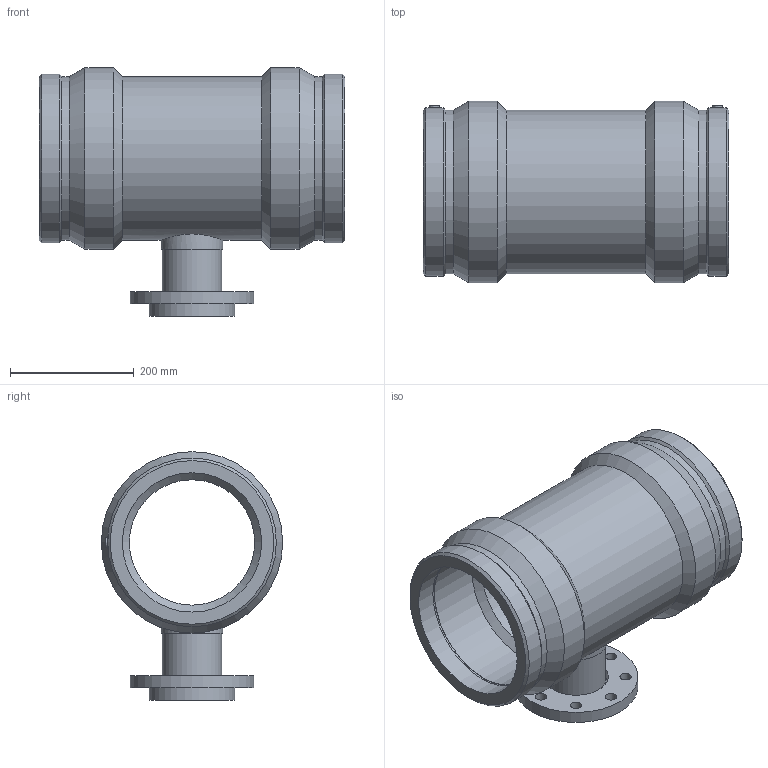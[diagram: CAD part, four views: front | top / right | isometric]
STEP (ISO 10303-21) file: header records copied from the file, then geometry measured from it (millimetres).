
FILE_DESCRIPTION(/* description */ ('PLASSON FLANGED TEE 225x80x225'),/* implementation_level */ '2;1');
FILE_NAME(/* name */ '499404225080.ipt.stp',/* time_stamp */ '2017-11-06T09:21:15+02:00',/* author */ ('KIM'),/* organization */ (''),/* preprocessor_version */ 'ST-DEVELOPER v15.6',/* originating_system */ 'Autodesk Inventor 2015',/* authorisation */ '');
FILE_SCHEMA (('AUTOMOTIVE_DESIGN { 1 0 10303 214 3 1 1 }'));
Length unit declared in the file: millimetre
Products named in the file (1): 499404225080
Bounding box: 494 x 293 x 401.5 mm (x, y, z)
Volume: 11791602.2 mm3; surface area: 960084.3 mm2
Topology: 1 solids, 1 shells, 60 faces, 125 edges, 77 vertices
Faces by surface type: cylinder 30, cone 15, plane 14, bspline 1
Full cylindrical faces by diameter (mm): 4 x2, 10 x2, 18 x8, 80 x1, 96 x1, 100 x1, 104 x1, 138 x1, 200 x1, 202.5 x1, 225 x4, 263.7 x1, 264.315 x2, 272.49 x2, 293 x2
Entity records: 1738 total; most frequent: CARTESIAN_POINT 593, DIRECTION 249, ORIENTED_EDGE 140, EDGE_LOOP 137, AXIS2_PLACEMENT_3D 124, FACE_BOUND 77, EDGE_CURVE 70, VERTEX_POINT 69
